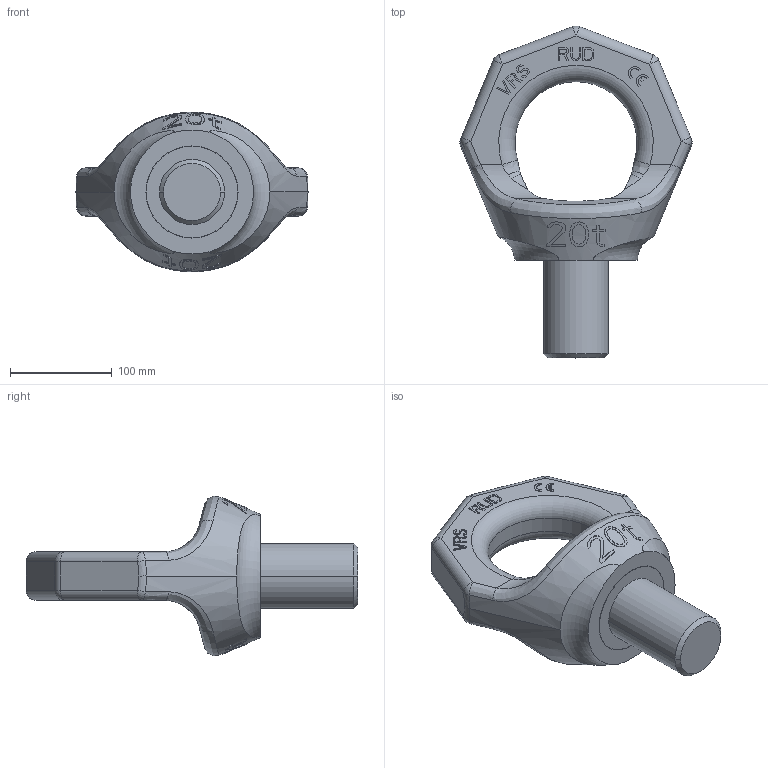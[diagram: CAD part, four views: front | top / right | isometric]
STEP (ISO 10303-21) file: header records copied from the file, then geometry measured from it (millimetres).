
FILE_DESCRIPTION((''),'2;1');
FILE_NAME('001-M35378-P-1_ASM','2018-08-21T',('Andreas.Wendler'),(''),'PRO/ENGINEER BY PARAMETRIC TECHNOLOGY CORPORATION, 2011490','PRO/ENGINEER BY PARAMETRIC TECHNOLOGY CORPORATION, 2011490','');
FILE_SCHEMA(('CONFIG_CONTROL_DESIGN'));
Length unit declared in the file: millimetre
Products named in the file (3): 001-M35378-P-1; 001-M35750-P-1; 001-M35378-P-1_ASM
Assembly tree (2 placements, depth 2):
  001-M35378-P-1_ASM
    001-M35378-P-1
    001-M35750-P-1
Bounding box: 228.22 x 326.46 x 156.73 mm (x, y, z)
Volume: 2164323.3 mm3; surface area: 194448 mm2
Topology: 2 solids, 2 shells, 563 faces, 1554 edges, 1020 vertices
Faces by surface type: plane 478, bspline 36, cylinder 31, sphere 10, torus 6, cone 2
Entity records: 20704 total; most frequent: CARTESIAN_POINT 7186, ORIENTED_EDGE 3108, DIRECTION 2270, EDGE_CURVE 1554, VECTOR 1026, LINE 1026, VERTEX_POINT 1020, AXIS2_PLACEMENT_3D 622
